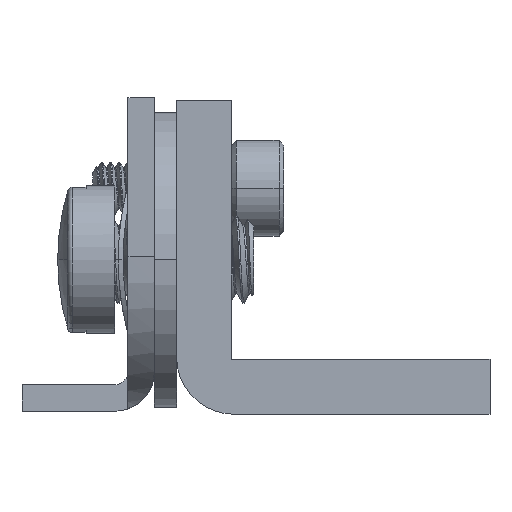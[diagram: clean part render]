
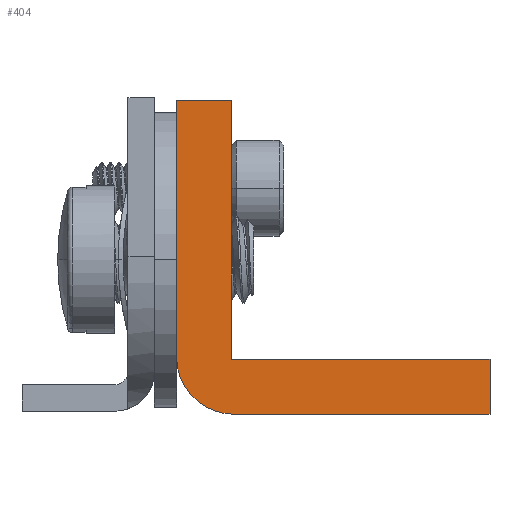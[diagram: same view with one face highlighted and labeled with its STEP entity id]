
A CAD part, front view. The second image highlights one B-rep face of the part: STEP entity #404.
In plain terms, the highlighted planar face has unit normal (0, -1, 0).
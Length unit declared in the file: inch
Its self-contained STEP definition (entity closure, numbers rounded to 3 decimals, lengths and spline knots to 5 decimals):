
#2=CARTESIAN_POINT('',(0.13,0.,0.13));
#3=DIRECTION('',(0.,-1.,0.));
#4=DIRECTION('',(-1.,0.,0.));
#5=AXIS2_PLACEMENT_3D('',#2,#3,#4);
#7=DIRECTION('',(0.,0.,1.));
#8=VECTOR('',#7,0.58);
#9=CARTESIAN_POINT('',(0.,0.,0.13));
#10=LINE('',#9,#8);
#11=DIRECTION('',(1.,0.,0.));
#12=VECTOR('',#11,0.125);
#13=CARTESIAN_POINT('',(0.,0.,0.71));
#14=LINE('',#13,#12);
#15=DIRECTION('',(0.,0.,-1.));
#16=VECTOR('',#15,0.585);
#17=CARTESIAN_POINT('',(0.125,0.,0.71));
#18=LINE('',#17,#16);
#19=DIRECTION('',(1.,0.,0.));
#20=VECTOR('',#19,0.585);
#21=CARTESIAN_POINT('',(0.125,0.,0.125));
#22=LINE('',#21,#20);
#23=DIRECTION('',(0.,0.,-1.));
#24=VECTOR('',#23,0.125);
#25=CARTESIAN_POINT('',(0.71,0.,0.125));
#26=LINE('',#25,#24);
#27=DIRECTION('',(-1.,0.,0.));
#28=VECTOR('',#27,0.58);
#29=CARTESIAN_POINT('',(0.71,0.,0.));
#30=LINE('',#29,#28);
#305=CARTESIAN_POINT('',(0.125,0.,0.71));
#306=CARTESIAN_POINT('',(0.125,0.,0.125));
#307=VERTEX_POINT('',#305);
#308=VERTEX_POINT('',#306);
#309=CARTESIAN_POINT('',(0.71,0.,0.125));
#310=VERTEX_POINT('',#309);
#311=CARTESIAN_POINT('',(0.71,0.,0.));
#312=VERTEX_POINT('',#311);
#313=CARTESIAN_POINT('',(0.,0.,0.71));
#314=VERTEX_POINT('',#313);
#325=CARTESIAN_POINT('',(0.,0.,0.13));
#326=CARTESIAN_POINT('',(0.13,0.,0.));
#327=VERTEX_POINT('',#325);
#328=VERTEX_POINT('',#326);
#383=CARTESIAN_POINT('',(0.,0.,0.));
#384=DIRECTION('',(0.,1.,0.));
#385=DIRECTION('',(1.,0.,0.));
#386=AXIS2_PLACEMENT_3D('',#383,#384,#385);
#387=PLANE('',#386);
#389=ORIENTED_EDGE('',*,*,#388,.F.);
#391=ORIENTED_EDGE('',*,*,#390,.T.);
#393=ORIENTED_EDGE('',*,*,#392,.T.);
#395=ORIENTED_EDGE('',*,*,#394,.T.);
#397=ORIENTED_EDGE('',*,*,#396,.T.);
#399=ORIENTED_EDGE('',*,*,#398,.T.);
#401=ORIENTED_EDGE('',*,*,#400,.T.);
#402=EDGE_LOOP('',(#389,#391,#393,#395,#397,#399,#401));
#403=FACE_OUTER_BOUND('',#402,.F.);
#404=ADVANCED_FACE('',(#403),#387,.F.);
#6=CIRCLE('',#5,0.13);
#388=EDGE_CURVE('',#327,#328,#6,.T.);
#390=EDGE_CURVE('',#327,#314,#10,.T.);
#392=EDGE_CURVE('',#314,#307,#14,.T.);
#394=EDGE_CURVE('',#307,#308,#18,.T.);
#396=EDGE_CURVE('',#308,#310,#22,.T.);
#398=EDGE_CURVE('',#310,#312,#26,.T.);
#400=EDGE_CURVE('',#312,#328,#30,.T.);
